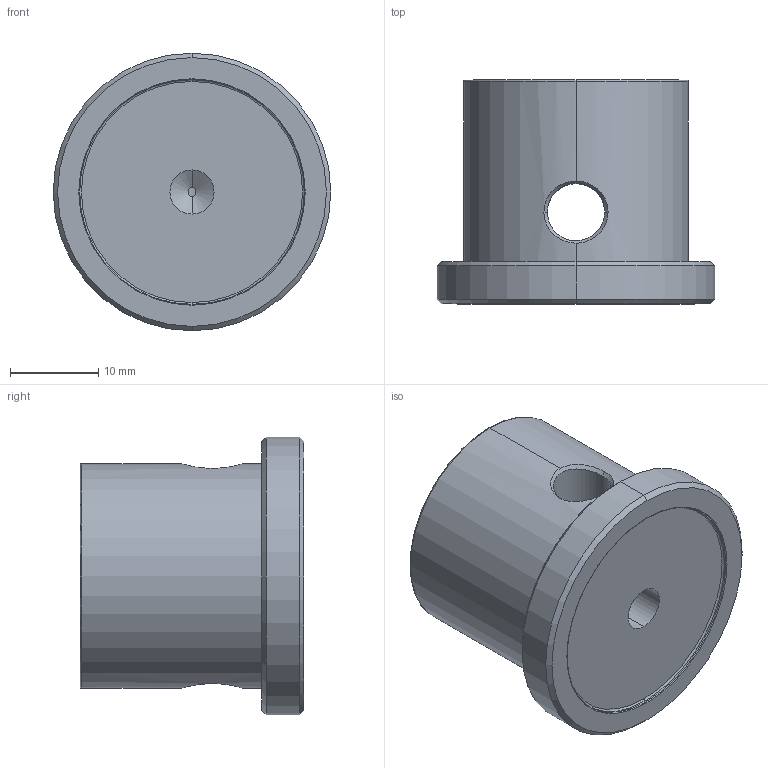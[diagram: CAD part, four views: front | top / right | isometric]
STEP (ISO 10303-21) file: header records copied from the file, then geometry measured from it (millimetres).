
FILE_DESCRIPTION (( 'STEP AP203' ), '1' );
FILE_NAME ('02FHP-1M.STEP', '2020-08-27T01:09:43', ( '' ), ( '' ), 'SwSTEP 2.0', 'SolidWorks 2016', '' );
FILE_SCHEMA (( 'CONFIG_CONTROL_DESIGN' ));
Length unit declared in the file: millimetre
Products named in the file (1): 02FHP-1M
Bounding box: 31.5 x 25.4 x 31.5 mm (x, y, z)
Volume: 12967.5 mm3; surface area: 4234.2 mm2
Topology: 1 solids, 1 shells, 34 faces, 78 edges, 45 vertices
Faces by surface type: cylinder 12, cone 8, torus 6, bspline 4, plane 4
Entity records: 1404 total; most frequent: CARTESIAN_POINT 583, DIRECTION 156, ORIENTED_EDGE 152, EDGE_CURVE 76, AXIS2_PLACEMENT_3D 67, VERTEX_POINT 45, EDGE_LOOP 39, CIRCLE 36
